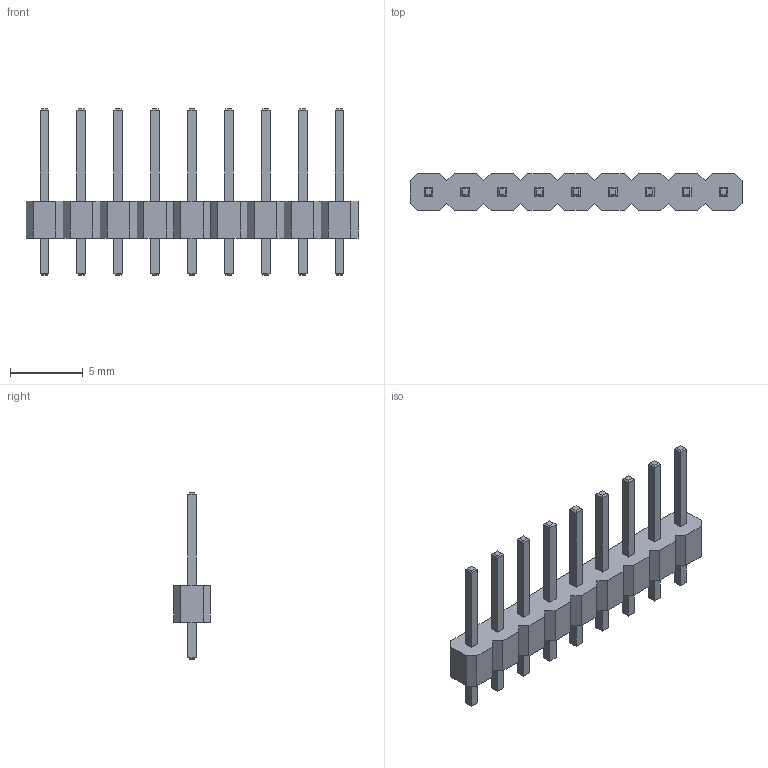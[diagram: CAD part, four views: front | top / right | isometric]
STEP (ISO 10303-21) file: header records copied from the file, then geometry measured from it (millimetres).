
FILE_DESCRIPTION (( 'STEP AP214' ), '1' );
FILE_NAME ('PLS-9.STEP', '2021-12-27T18:45:36', ( 'Elessar' ), ( '' ), 'SwSTEP 2.0', 'SolidWorks 2018', '' );
FILE_SCHEMA (( 'AUTOMOTIVE_DESIGN' ));
Length unit declared in the file: millimetre
Products named in the file (1): PLS-9
Bounding box: 22.86 x 2.54 x 11.44 mm (x, y, z)
Volume: 164.7 mm3; surface area: 439.4 mm2
Topology: 1 solids, 1 shells, 220 faces, 528 edges, 328 vertices
Faces by surface type: plane 220
Entity records: 8599 total; most frequent: CARTESIAN_POINT 1077, ORIENTED_EDGE 1056, DIRECTION 970, LINE 528, VECTOR 528, EDGE_CURVE 528, VERTEX_POINT 328, EDGE_LOOP 238
